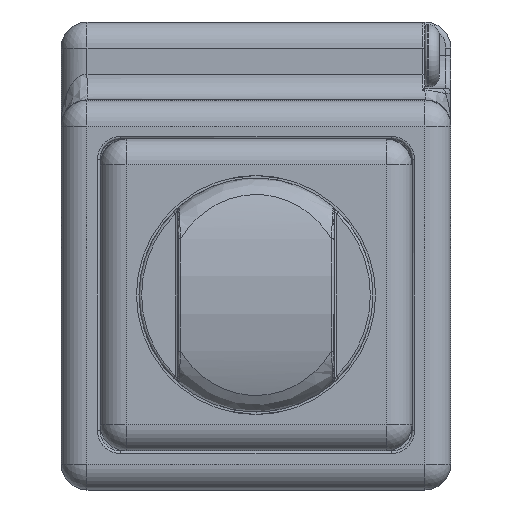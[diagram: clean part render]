
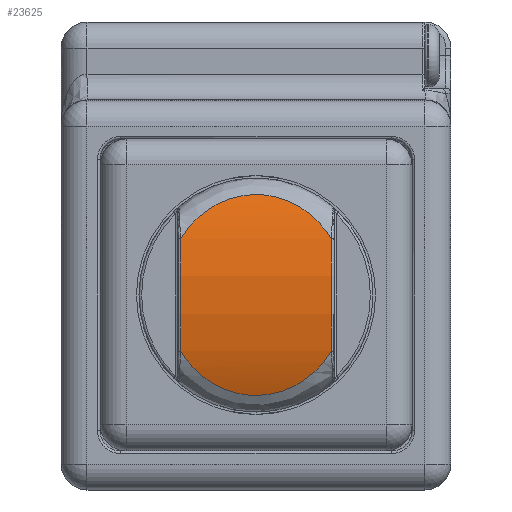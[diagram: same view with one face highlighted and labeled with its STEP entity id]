
A CAD part, front view. The second image highlights one B-rep face of the part: STEP entity #23625.
In plain terms, the highlighted cylindrical face has radius 10.625 mm (diameter 21.25 mm), a partial arc.
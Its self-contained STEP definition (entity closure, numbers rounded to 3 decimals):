
#20011=CARTESIAN_POINT('',(-2.9,-30.777,
2.163));
#20063=CARTESIAN_POINT('',(2.9,-30.777,
-2.163));
#20164=CARTESIAN_POINT('',(2.9,-20.375,0.));
#20165=DIRECTION('',(-1.,0.,0.));
#20166=DIRECTION('',(0.,-0.979,-0.204));
#20167=AXIS2_PLACEMENT_3D('',#20164,#20165,#20166);
#20169=CARTESIAN_POINT('',(2.9,-30.777,
-2.163));
#20170=CARTESIAN_POINT('',(2.814,-30.748,
-2.303));
#20171=CARTESIAN_POINT('',(2.628,-30.688,
-2.568));
#20172=CARTESIAN_POINT('',(2.306,-30.593,
-2.921));
#20173=CARTESIAN_POINT('',(1.953,-30.502,
-3.219));
#20174=CARTESIAN_POINT('',(1.577,-30.422,
-3.46));
#20175=CARTESIAN_POINT('',(1.189,-30.356,
-3.643));
#20176=CARTESIAN_POINT('',(0.795,-30.308,
-3.772));
#20177=CARTESIAN_POINT('',(0.398,-30.279,
-3.847));
#20178=CARTESIAN_POINT('',(0.,-30.269,
-3.872));
#20179=CARTESIAN_POINT('',(-0.398,-30.279,
-3.847));
#20180=CARTESIAN_POINT('',(-0.795,-30.308,
-3.772));
#20181=CARTESIAN_POINT('',(-1.189,-30.356,
-3.643));
#20182=CARTESIAN_POINT('',(-1.577,-30.422,
-3.46));
#20183=CARTESIAN_POINT('',(-1.953,-30.502,
-3.219));
#20184=CARTESIAN_POINT('',(-2.306,-30.593,
-2.92));
#20185=CARTESIAN_POINT('',(-2.629,-30.688,
-2.567));
#20186=CARTESIAN_POINT('',(-2.814,-30.748,
-2.303));
#20187=CARTESIAN_POINT('',(-2.9,-30.777,
-2.163));
#20189=CARTESIAN_POINT('',(-2.9,-20.375,0.));
#20190=DIRECTION('',(1.,0.,0.));
#20191=DIRECTION('',(0.,-0.979,0.204));
#20192=AXIS2_PLACEMENT_3D('',#20189,#20190,#20191);
#20194=CARTESIAN_POINT('',(-2.9,-30.777,
2.163));
#20195=CARTESIAN_POINT('',(-2.814,-30.748,
2.303));
#20196=CARTESIAN_POINT('',(-2.629,-30.688,
2.567));
#20197=CARTESIAN_POINT('',(-2.306,-30.593,
2.92));
#20198=CARTESIAN_POINT('',(-1.953,-30.502,
3.219));
#20199=CARTESIAN_POINT('',(-1.577,-30.422,
3.46));
#20200=CARTESIAN_POINT('',(-1.189,-30.356,
3.643));
#20201=CARTESIAN_POINT('',(-0.795,-30.308,
3.772));
#20202=CARTESIAN_POINT('',(-0.398,-30.279,
3.847));
#20203=CARTESIAN_POINT('',(0.,-30.269,
3.872));
#20204=CARTESIAN_POINT('',(0.398,-30.279,
3.847));
#20205=CARTESIAN_POINT('',(0.795,-30.308,
3.772));
#20206=CARTESIAN_POINT('',(1.189,-30.356,
3.643));
#20207=CARTESIAN_POINT('',(1.577,-30.422,
3.46));
#20208=CARTESIAN_POINT('',(1.953,-30.502,
3.219));
#20209=CARTESIAN_POINT('',(2.306,-30.593,
2.921));
#20210=CARTESIAN_POINT('',(2.628,-30.688,
2.568));
#20211=CARTESIAN_POINT('',(2.814,-30.748,
2.303));
#20212=CARTESIAN_POINT('',(2.9,-30.777,
2.163));
#20634=VERTEX_POINT('',#20063);
#20636=CARTESIAN_POINT('',(2.9,-30.777,2.163));
#20637=VERTEX_POINT('',#20636);
#20640=VERTEX_POINT('',#20011);
#20642=CARTESIAN_POINT('',(-2.9,-30.777,-2.163));
#20643=VERTEX_POINT('',#20642);
#23613=CARTESIAN_POINT('',(-4.5,-20.375,0.));
#23614=DIRECTION('',(1.,0.,0.));
#23615=DIRECTION('',(0.,1.,0.));
#23616=AXIS2_PLACEMENT_3D('',#23613,#23614,#23615);
#23617=CYLINDRICAL_SURFACE('',#23616,10.625);
#23619=ORIENTED_EDGE('',*,*,#23618,.F.);
#23620=ORIENTED_EDGE('',*,*,#23438,.T.);
#23621=ORIENTED_EDGE('',*,*,#23605,.F.);
#23622=ORIENTED_EDGE('',*,*,#23093,.T.);
#23623=EDGE_LOOP('',(#23619,#23620,#23621,#23622));
#23624=FACE_OUTER_BOUND('',#23623,.F.);
#23625=ADVANCED_FACE('',(#23624),#23617,.T.);
#20168=CIRCLE('',#20167,10.625);
#20188=B_SPLINE_CURVE_WITH_KNOTS('',3,(#20169,#20170,#20171,#20172,#20173,
#20174,#20175,#20176,#20177,#20178,#20179,#20180,#20181,#20182,#20183,#20184,
#20185,#20186,#20187),.UNSPECIFIED.,.F.,.F.,(4,1,1,1,1,1,1,1,1,1,1,1,1,1,1,1,4),
(0.,0.063,0.125,0.188,0.25,0.313,0.375,0.438,0.5,0.563,
0.625,0.688,0.75,0.813,0.875,0.938,1.),.UNSPECIFIED.);
#20193=CIRCLE('',#20192,10.625);
#20213=B_SPLINE_CURVE_WITH_KNOTS('',3,(#20194,#20195,#20196,#20197,#20198,
#20199,#20200,#20201,#20202,#20203,#20204,#20205,#20206,#20207,#20208,#20209,
#20210,#20211,#20212),.UNSPECIFIED.,.F.,.F.,(4,1,1,1,1,1,1,1,1,1,1,1,1,1,1,1,4),
(0.,0.063,0.125,0.188,0.25,0.313,0.375,0.438,0.5,0.563,
0.625,0.688,0.75,0.813,0.875,0.938,1.),.UNSPECIFIED.);
#23093=EDGE_CURVE('',#20640,#20637,#20213,.T.);
#23438=EDGE_CURVE('',#20634,#20643,#20188,.T.);
#23605=EDGE_CURVE('',#20640,#20643,#20193,.T.);
#23618=EDGE_CURVE('',#20634,#20637,#20168,.T.);
